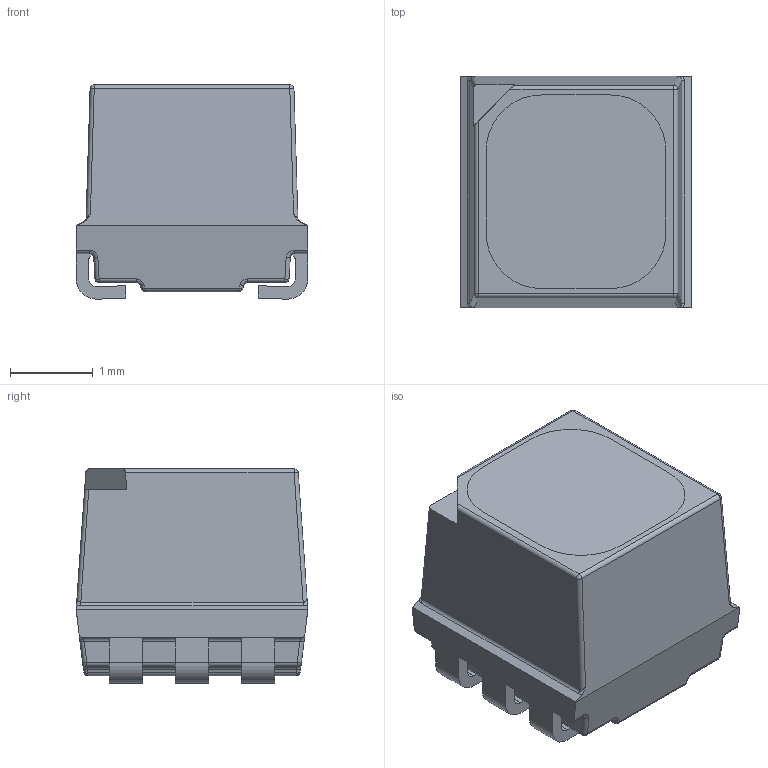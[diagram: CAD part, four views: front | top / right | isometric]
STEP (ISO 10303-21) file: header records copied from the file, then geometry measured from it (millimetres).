
FILE_DESCRIPTION (( 'STEP AP214' ), '1' );
FILE_NAME ('CLY6D-FKC-CK1N1D1BB7D3D3.STEP', '2023-02-08T16:37:13', ( 'ADMIN' ), ( '' ), 'SwSTEP 2.0', 'SolidWorks 2016', '' );
FILE_SCHEMA (( 'AUTOMOTIVE_DESIGN' ));
Length unit declared in the file: millimetre
Products named in the file (6): glass; main; pins2; pins1; bottom; CLY6D-FKC-CK1N1D1BB7D3D3
Assembly tree (5 placements, depth 2):
  CLY6D-FKC-CK1N1D1BB7D3D3
    bottom
    pins1
    pins2
    main
    glass
Bounding box: 2.8 x 2.8 x 2.59 mm (x, y, z)
Volume: 17 mm3; surface area: 74.9 mm2
Topology: 9 solids, 9 shells, 186 faces, 448 edges, 281 vertices
Faces by surface type: plane 89, cylinder 74, bspline 23
Entity records: 8341 total; most frequent: CARTESIAN_POINT 1738, ORIENTED_EDGE 896, DIRECTION 892, EDGE_CURVE 448, AXIS2_PLACEMENT_3D 304, LINE 284, VECTOR 284, VERTEX_POINT 281
